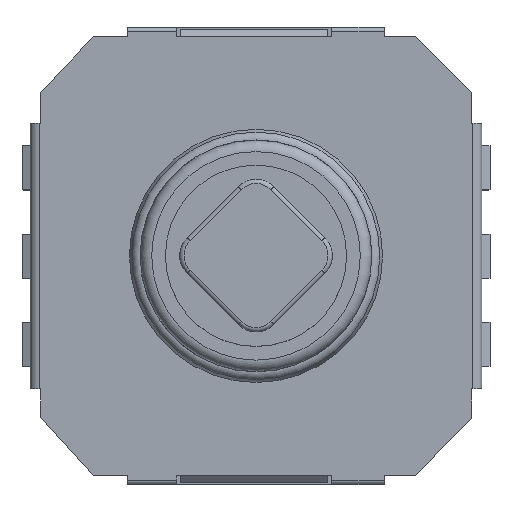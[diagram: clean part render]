
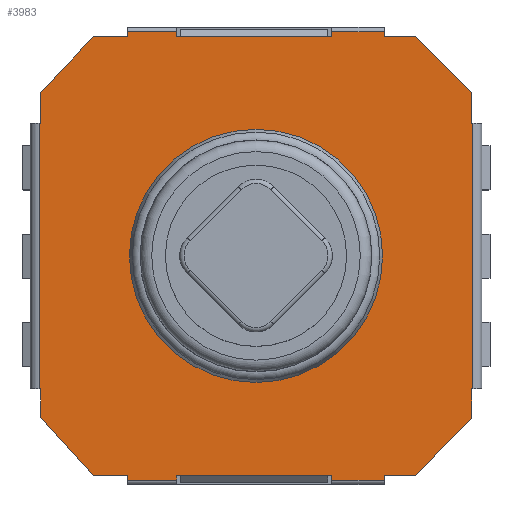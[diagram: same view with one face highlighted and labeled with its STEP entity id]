
A CAD part, top view. The second image highlights one B-rep face of the part: STEP entity #3983.
In plain terms, the highlighted planar face has unit normal (0, 0, 1).
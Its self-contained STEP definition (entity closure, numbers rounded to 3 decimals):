
#79=CIRCLE('',#4139,2.013);
#597=ORIENTED_EDGE('',*,*,#1143,.F.);
#598=ORIENTED_EDGE('',*,*,#1235,.F.);
#599=ORIENTED_EDGE('',*,*,#1146,.T.);
#600=ORIENTED_EDGE('',*,*,#1140,.T.);
#601=ORIENTED_EDGE('',*,*,#1138,.T.);
#602=ORIENTED_EDGE('',*,*,#1136,.F.);
#603=ORIENTED_EDGE('',*,*,#1134,.T.);
#604=ORIENTED_EDGE('',*,*,#1163,.T.);
#605=ORIENTED_EDGE('',*,*,#1130,.T.);
#606=ORIENTED_EDGE('',*,*,#1125,.T.);
#607=ORIENTED_EDGE('',*,*,#1123,.T.);
#608=ORIENTED_EDGE('',*,*,#1192,.T.);
#609=ORIENTED_EDGE('',*,*,#1119,.T.);
#610=ORIENTED_EDGE('',*,*,#1195,.F.);
#611=ORIENTED_EDGE('',*,*,#1117,.T.);
#612=ORIENTED_EDGE('',*,*,#1112,.T.);
#613=ORIENTED_EDGE('',*,*,#1109,.T.);
#614=ORIENTED_EDGE('',*,*,#1203,.T.);
#615=ORIENTED_EDGE('',*,*,#1106,.T.);
#616=ORIENTED_EDGE('',*,*,#1104,.F.);
#617=ORIENTED_EDGE('',*,*,#1102,.T.);
#618=ORIENTED_EDGE('',*,*,#1100,.T.);
#619=ORIENTED_EDGE('',*,*,#1098,.T.);
#620=ORIENTED_EDGE('',*,*,#1222,.F.);
#621=ORIENTED_EDGE('',*,*,#1227,.T.);
#622=ORIENTED_EDGE('',*,*,#1218,.T.);
#623=ORIENTED_EDGE('',*,*,#1230,.T.);
#624=ORIENTED_EDGE('',*,*,#1236,.T.);
#625=ORIENTED_EDGE('',*,*,#1234,.F.);
#626=ORIENTED_EDGE('',*,*,#1237,.F.);
#627=ORIENTED_EDGE('',*,*,#1238,.T.);
#628=ORIENTED_EDGE('',*,*,#1239,.T.);
#629=ORIENTED_EDGE('',*,*,#1240,.T.);
#1098=EDGE_CURVE('',#1477,#1476,#1766,.F.);
#1100=EDGE_CURVE('',#1478,#1477,#1767,.T.);
#1102=EDGE_CURVE('',#1479,#1478,#1769,.T.);
#1104=EDGE_CURVE('',#1479,#1480,#1771,.T.);
#1106=EDGE_CURVE('',#1481,#1480,#1772,.F.);
#1109=EDGE_CURVE('',#1484,#1482,#1774,.T.);
#1112=EDGE_CURVE('',#1486,#1484,#1777,.T.);
#1117=EDGE_CURVE('',#1489,#1486,#1782,.T.);
#1119=EDGE_CURVE('',#1491,#1490,#1783,.T.);
#1123=EDGE_CURVE('',#1495,#1494,#1786,.T.);
#1125=EDGE_CURVE('',#1496,#1495,#1788,.T.);
#1130=EDGE_CURVE('',#1499,#1496,#1793,.T.);
#1134=EDGE_CURVE('',#1501,#1503,#1795,.T.);
#1136=EDGE_CURVE('',#1501,#1504,#1797,.T.);
#1138=EDGE_CURVE('',#1505,#1504,#1799,.T.);
#1140=EDGE_CURVE('',#1506,#1505,#1801,.T.);
#1143=EDGE_CURVE('',#1508,#1508,#79,.T.);
#1146=EDGE_CURVE('',#1510,#1506,#1804,.T.);
#1163=EDGE_CURVE('',#1503,#1499,#1821,.T.);
#1192=EDGE_CURVE('',#1494,#1491,#1850,.T.);
#1195=EDGE_CURVE('',#1489,#1490,#1853,.T.);
#1203=EDGE_CURVE('',#1482,#1481,#1861,.T.);
#1218=EDGE_CURVE('',#1551,#1552,#1874,.T.);
#1222=EDGE_CURVE('',#1555,#1476,#1878,.T.);
#1227=EDGE_CURVE('',#1555,#1551,#1883,.T.);
#1230=EDGE_CURVE('',#1552,#1559,#1886,.T.);
#1234=EDGE_CURVE('',#1563,#1560,#1888,.T.);
#1235=EDGE_CURVE('',#1510,#1564,#1889,.T.);
#1236=EDGE_CURVE('',#1559,#1560,#1890,.T.);
#1237=EDGE_CURVE('',#1565,#1563,#1891,.T.);
#1238=EDGE_CURVE('',#1565,#1566,#1892,.T.);
#1239=EDGE_CURVE('',#1566,#1567,#1893,.T.);
#1240=EDGE_CURVE('',#1567,#1564,#1894,.T.);
#1476=VERTEX_POINT('',#5377);
#1477=VERTEX_POINT('',#5379);
#1478=VERTEX_POINT('',#5383);
#1479=VERTEX_POINT('',#5387);
#1480=VERTEX_POINT('',#5391);
#1481=VERTEX_POINT('',#5395);
#1482=VERTEX_POINT('',#5399);
#1484=VERTEX_POINT('',#5402);
#1486=VERTEX_POINT('',#5408);
#1489=VERTEX_POINT('',#5415);
#1490=VERTEX_POINT('',#5420);
#1491=VERTEX_POINT('',#5422);
#1494=VERTEX_POINT('',#5429);
#1495=VERTEX_POINT('',#5431);
#1496=VERTEX_POINT('',#5435);
#1499=VERTEX_POINT('',#5442);
#1501=VERTEX_POINT('',#5448);
#1503=VERTEX_POINT('',#5452);
#1504=VERTEX_POINT('',#5457);
#1505=VERTEX_POINT('',#5461);
#1506=VERTEX_POINT('',#5465);
#1508=VERTEX_POINT('',#5471);
#1510=VERTEX_POINT('',#5475);
#1551=VERTEX_POINT('',#5619);
#1552=VERTEX_POINT('',#5620);
#1555=VERTEX_POINT('',#5628);
#1559=VERTEX_POINT('',#5641);
#1560=VERTEX_POINT('',#5645);
#1563=VERTEX_POINT('',#5650);
#1564=VERTEX_POINT('',#5654);
#1565=VERTEX_POINT('',#5657);
#1566=VERTEX_POINT('',#5659);
#1567=VERTEX_POINT('',#5661);
#1766=LINE('',#5378,#2134);
#1767=LINE('',#5382,#2135);
#1769=LINE('',#5386,#2137);
#1771=LINE('',#5390,#2139);
#1772=LINE('',#5394,#2140);
#1774=LINE('',#5401,#2142);
#1777=LINE('',#5407,#2145);
#1782=LINE('',#5417,#2150);
#1783=LINE('',#5421,#2151);
#1786=LINE('',#5430,#2154);
#1788=LINE('',#5434,#2156);
#1793=LINE('',#5444,#2161);
#1795=LINE('',#5453,#2163);
#1797=LINE('',#5456,#2165);
#1799=LINE('',#5460,#2167);
#1801=LINE('',#5464,#2169);
#1804=LINE('',#5477,#2172);
#1821=LINE('',#5511,#2189);
#1850=LINE('',#5568,#2218);
#1853=LINE('',#5573,#2221);
#1861=LINE('',#5587,#2229);
#1874=LINE('',#5618,#2242);
#1878=LINE('',#5627,#2246);
#1883=LINE('',#5636,#2251);
#1886=LINE('',#5642,#2254);
#1888=LINE('',#5651,#2256);
#1889=LINE('',#5653,#2257);
#1890=LINE('',#5655,#2258);
#1891=LINE('',#5656,#2259);
#1892=LINE('',#5658,#2260);
#1893=LINE('',#5660,#2261);
#1894=LINE('',#5662,#2262);
#2134=VECTOR('',#4541,1000.);
#2135=VECTOR('',#4546,1000.);
#2137=VECTOR('',#4550,1000.);
#2139=VECTOR('',#4554,1000.);
#2140=VECTOR('',#4559,1000.);
#2142=VECTOR('',#4565,1000.);
#2145=VECTOR('',#4570,1000.);
#2150=VECTOR('',#4577,1000.);
#2151=VECTOR('',#4582,1000.);
#2154=VECTOR('',#4589,1000.);
#2156=VECTOR('',#4593,1000.);
#2161=VECTOR('',#4600,1000.);
#2163=VECTOR('',#4608,1000.);
#2165=VECTOR('',#4612,1000.);
#2167=VECTOR('',#4616,1000.);
#2169=VECTOR('',#4620,1000.);
#2172=VECTOR('',#4633,1000.);
#2189=VECTOR('',#4662,1000.);
#2218=VECTOR('',#4709,1000.);
#2221=VECTOR('',#4716,1000.);
#2229=VECTOR('',#4732,1000.);
#2242=VECTOR('',#4765,1000.);
#2246=VECTOR('',#4771,1000.);
#2251=VECTOR('',#4778,1000.);
#2254=VECTOR('',#4783,1000.);
#2256=VECTOR('',#4791,1000.);
#2257=VECTOR('',#4794,1000.);
#2258=VECTOR('',#4795,1000.);
#2259=VECTOR('',#4796,1000.);
#2260=VECTOR('',#4797,1000.);
#2261=VECTOR('',#4798,1000.);
#2262=VECTOR('',#4799,1000.);
#2459=EDGE_LOOP('',(#597));
#2460=EDGE_LOOP('',(#598,#599,#600,#601,#602,#603,#604,#605,#606,#607,#608,
#609,#610,#611,#612,#613,#614,#615,#616,#617,#618,#619,#620,#621,#622,#623,
#624,#625,#626,#627,#628,#629));
#2627=FACE_BOUND('',#2459,.T.);
#2628=FACE_BOUND('',#2460,.T.);
#2766=PLANE('',#4179);
#3983=ADVANCED_FACE('',(#2627,#2628),#2766,.T.);
#4139=AXIS2_PLACEMENT_3D('',#5470,#4626,#4627);
#4179=AXIS2_PLACEMENT_3D('',#5652,#4792,#4793);
#4541=DIRECTION('',(1.,0.,0.));
#4546=DIRECTION('',(0.,1.,0.));
#4550=DIRECTION('',(-1.,0.,0.));
#4554=DIRECTION('',(0.,1.,0.));
#4559=DIRECTION('',(1.,0.,0.));
#4565=DIRECTION('',(-1.,0.,0.));
#4570=DIRECTION('',(-0.717,0.697,0.));
#4577=DIRECTION('',(0.,1.,0.));
#4582=DIRECTION('',(0.,1.,0.));
#4589=DIRECTION('',(0.,1.,0.));
#4593=DIRECTION('',(0.697,0.717,0.));
#4600=DIRECTION('',(1.,0.,0.));
#4608=DIRECTION('',(1.,0.,0.));
#4612=DIRECTION('',(0.,1.,0.));
#4616=DIRECTION('',(1.,0.,0.));
#4620=DIRECTION('',(0.,1.,0.));
#4626=DIRECTION('',(0.,0.,1.));
#4627=DIRECTION('',(1.,0.,0.));
#4633=DIRECTION('',(1.,0.,0.));
#4662=DIRECTION('',(0.,1.,0.));
#4709=DIRECTION('',(1.,0.,0.));
#4716=DIRECTION('',(1.,0.,0.));
#4732=DIRECTION('',(0.,1.,0.));
#4765=DIRECTION('',(-0.692,-0.722,0.));
#4771=DIRECTION('',(0.,1.,0.));
#4778=DIRECTION('',(-1.,0.,0.));
#4783=DIRECTION('',(0.,-1.,0.));
#4791=DIRECTION('',(0.,1.,0.));
#4792=DIRECTION('',(0.,0.,1.));
#4793=DIRECTION('',(1.,0.,0.));
#4794=DIRECTION('',(0.,1.,0.));
#4795=DIRECTION('',(-1.,0.,0.));
#4796=DIRECTION('',(-1.,0.,0.));
#4797=DIRECTION('',(0.,-1.,0.));
#4798=DIRECTION('',(0.674,-0.739,0.));
#4799=DIRECTION('',(1.,0.,0.));
#5377=CARTESIAN_POINT('',(-2.04,3.567,0.));
#5378=CARTESIAN_POINT('',(0.,3.567,0.));
#5379=CARTESIAN_POINT('',(-1.258,3.567,0.));
#5382=CARTESIAN_POINT('',(-1.258,-3.635,0.));
#5383=CARTESIAN_POINT('',(-1.258,3.482,0.));
#5386=CARTESIAN_POINT('',(2.53,3.482,0.));
#5387=CARTESIAN_POINT('',(1.207,3.482,0.));
#5390=CARTESIAN_POINT('',(1.207,-3.635,0.));
#5391=CARTESIAN_POINT('',(1.207,3.567,0.));
#5394=CARTESIAN_POINT('',(0.,3.567,0.));
#5395=CARTESIAN_POINT('',(2.037,3.567,0.));
#5399=CARTESIAN_POINT('',(2.037,3.482,0.));
#5401=CARTESIAN_POINT('',(2.53,3.482,0.));
#5402=CARTESIAN_POINT('',(2.53,3.482,0.));
#5407=CARTESIAN_POINT('',(3.434,2.604,0.));
#5408=CARTESIAN_POINT('',(3.434,2.604,0.));
#5415=CARTESIAN_POINT('',(3.434,2.11,0.));
#5417=CARTESIAN_POINT('',(3.434,-2.569,0.));
#5420=CARTESIAN_POINT('',(3.447,2.11,0.));
#5421=CARTESIAN_POINT('',(3.447,-2.11,0.));
#5422=CARTESIAN_POINT('',(3.447,-2.11,0.));
#5429=CARTESIAN_POINT('',(3.434,-2.11,0.));
#5430=CARTESIAN_POINT('',(3.434,-2.569,0.));
#5431=CARTESIAN_POINT('',(3.434,-2.569,0.));
#5434=CARTESIAN_POINT('',(2.536,-3.494,0.));
#5435=CARTESIAN_POINT('',(2.536,-3.494,0.));
#5442=CARTESIAN_POINT('',(2.037,-3.494,0.));
#5444=CARTESIAN_POINT('',(-2.583,-3.494,0.));
#5448=CARTESIAN_POINT('',(1.207,-3.567,0.));
#5452=CARTESIAN_POINT('',(2.037,-3.567,0.));
#5453=CARTESIAN_POINT('',(1.878,-3.567,0.));
#5456=CARTESIAN_POINT('',(1.207,-3.635,0.));
#5457=CARTESIAN_POINT('',(1.207,-3.494,0.));
#5460=CARTESIAN_POINT('',(-2.583,-3.494,0.));
#5461=CARTESIAN_POINT('',(-1.258,-3.494,0.));
#5464=CARTESIAN_POINT('',(-1.258,-3.635,0.));
#5465=CARTESIAN_POINT('',(-1.258,-3.567,0.));
#5470=CARTESIAN_POINT('',(0.,0.,0.));
#5471=CARTESIAN_POINT('',(2.013,0.,0.));
#5475=CARTESIAN_POINT('',(-2.04,-3.567,0.));
#5477=CARTESIAN_POINT('',(-1.001,-3.567,0.));
#5511=CARTESIAN_POINT('',(2.037,-3.635,0.));
#5568=CARTESIAN_POINT('',(3.277,-2.11,0.));
#5573=CARTESIAN_POINT('',(3.434,2.11,0.));
#5587=CARTESIAN_POINT('',(2.037,-3.635,0.));
#5618=CARTESIAN_POINT('',(-2.583,3.482,0.));
#5619=CARTESIAN_POINT('',(-2.583,3.482,0.));
#5620=CARTESIAN_POINT('',(-3.426,2.604,0.));
#5627=CARTESIAN_POINT('',(-2.04,-3.635,0.));
#5628=CARTESIAN_POINT('',(-2.04,3.482,0.));
#5636=CARTESIAN_POINT('',(2.53,3.482,0.));
#5641=CARTESIAN_POINT('',(-3.426,2.11,0.));
#5642=CARTESIAN_POINT('',(-3.426,2.108,0.));
#5645=CARTESIAN_POINT('',(-3.447,2.11,0.));
#5650=CARTESIAN_POINT('',(-3.447,-2.11,0.));
#5651=CARTESIAN_POINT('',(-3.447,-2.11,0.));
#5652=CARTESIAN_POINT('',(0.,0.,0.));
#5653=CARTESIAN_POINT('',(-2.04,-3.635,0.));
#5654=CARTESIAN_POINT('',(-2.04,-3.494,0.));
#5655=CARTESIAN_POINT('',(-3.434,2.11,0.));
#5656=CARTESIAN_POINT('',(-3.277,-2.11,0.));
#5657=CARTESIAN_POINT('',(-3.426,-2.11,0.));
#5658=CARTESIAN_POINT('',(-3.426,2.108,0.));
#5659=CARTESIAN_POINT('',(-3.426,-2.569,0.));
#5660=CARTESIAN_POINT('',(-3.426,-2.569,0.));
#5661=CARTESIAN_POINT('',(-2.583,-3.494,0.));
#5662=CARTESIAN_POINT('',(-2.583,-3.494,0.));
